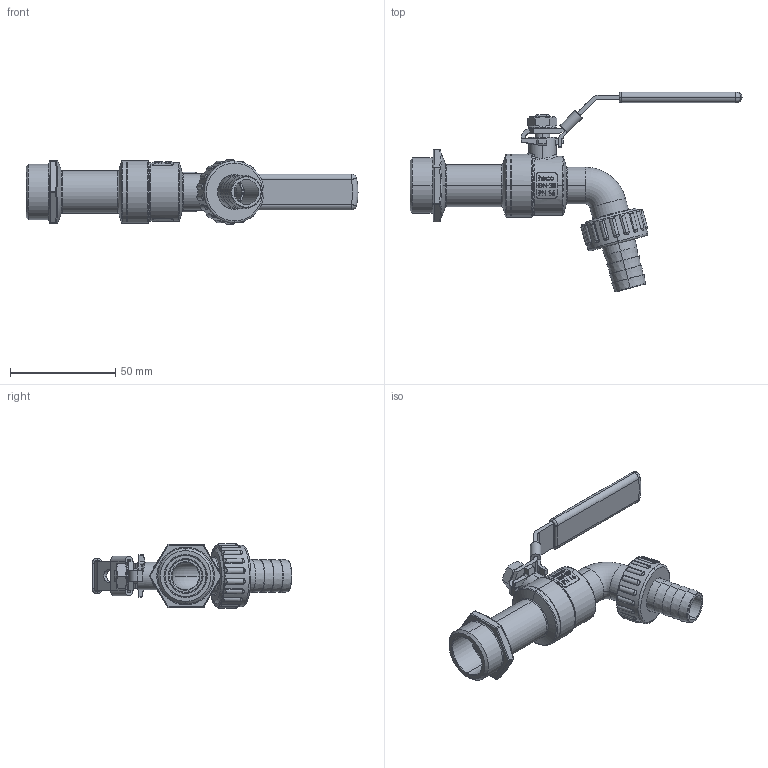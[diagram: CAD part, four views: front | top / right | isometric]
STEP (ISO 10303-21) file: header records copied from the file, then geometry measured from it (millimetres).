
FILE_DESCRIPTION (( 'STEP AP214' ), '1' );
FILE_NAME ('AH-034-0KU-4 Kugelauslaufhahn mit Tülle 1710.STEP', '2017-10-23T09:10:43', ( '' ), ( '' ), 'SwSTEP 2.0', 'SolidWorks 2016', '' );
FILE_SCHEMA (( 'AUTOMOTIVE_DESIGN' ));
Length unit declared in the file: millimetre
Products named in the file (1): AH-034-0KU-4 Kugelauslaufhahn mit Tülle 1710
Bounding box: 158 x 95.1 x 30.9 mm (x, y, z)
Volume: 44739.4 mm3; surface area: 26328.4 mm2
Topology: 2 solids, 2 shells, 941 faces, 2388 edges, 1476 vertices
Faces by surface type: plane 276, cylinder 252, bspline 233, torus 95, cone 53, sphere 32
Entity records: 49724 total; most frequent: CARTESIAN_POINT 18503, ORIENTED_EDGE 4724, DIRECTION 3774, EDGE_CURVE 2362, VERTEX_POINT 1472, AXIS2_PLACEMENT_3D 1395, EDGE_LOOP 998, VECTOR 984
